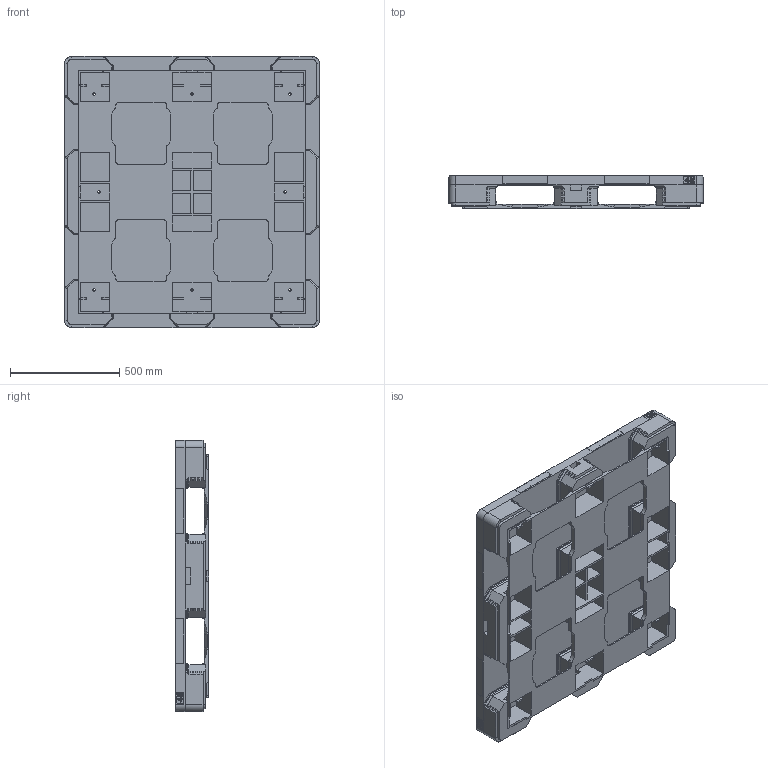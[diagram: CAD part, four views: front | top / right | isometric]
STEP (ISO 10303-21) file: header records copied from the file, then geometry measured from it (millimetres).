
FILE_DESCRIPTION((''),'2;1');
FILE_NAME('86579WSM','2025-06-20T11:57:18',('SYSTEM'),(''),'CREO PARAMETRIC BY PTC INC, 2023294','CREO PARAMETRIC BY PTC INC, 2023294','');
FILE_SCHEMA(('CONFIG_CONTROL_DESIGN'));
Length unit declared in the file: inch
Products named in the file (1): 86579WSM
Bounding box: 1165.41 x 152.4 x 1242.6 mm (x, y, z)
Volume: 59381575.1 mm3; surface area: 6211578.3 mm2
Topology: 1 solids, 9 shells, 1338 faces, 3601 edges, 2321 vertices
Faces by surface type: plane 1004, cylinder 184, extrusion 114, cone 36
Entity records: 41996 total; most frequent: CARTESIAN_POINT 9114, ORIENTED_EDGE 7164, DIRECTION 6027, EDGE_CURVE 3582, VECTOR 3081, LINE 2967, VERTEX_POINT 2276, AXIS2_PLACEMENT_3D 1473
